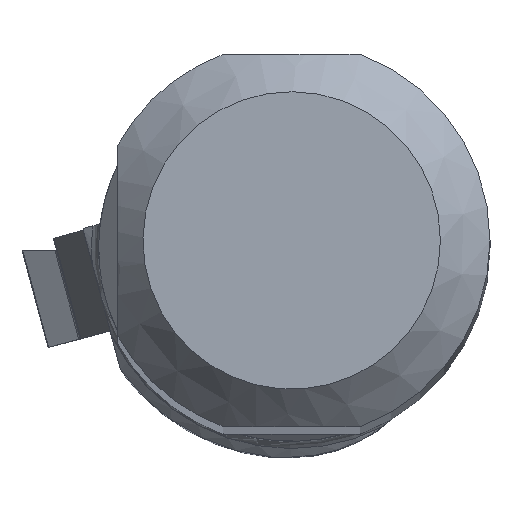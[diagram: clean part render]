
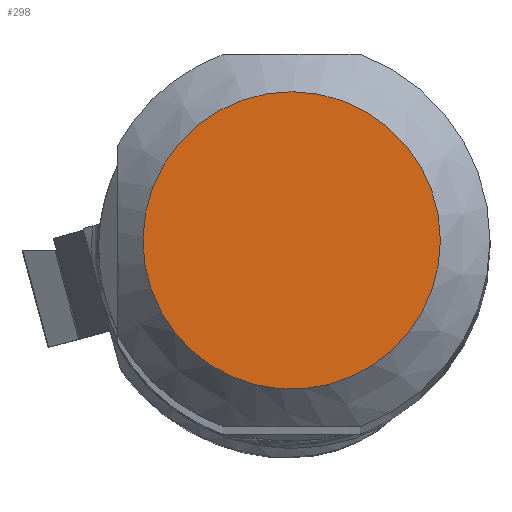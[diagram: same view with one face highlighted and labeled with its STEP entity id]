
A CAD part, top view. The second image highlights one B-rep face of the part: STEP entity #298.
In plain terms, the highlighted planar face has unit normal (0, 0, 1).
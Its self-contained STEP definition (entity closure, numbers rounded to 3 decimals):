
#185=PLANE('',#2003);
#298=ADVANCED_FACE('',(#413),#185,.T.);
#413=FACE_OUTER_BOUND('',#508,.T.);
#508=EDGE_LOOP('',(#937));
#571=CIRCLE('',#2002,5.993);
#937=ORIENTED_EDGE('',*,*,#1463,.T.);
#1235=VERTEX_POINT('',#3246);
#1463=EDGE_CURVE('',#1235,#1235,#571,.T.);
#2002=AXIS2_PLACEMENT_3D('',#3245,#2439,#2440);
#2003=AXIS2_PLACEMENT_3D('',#3247,#2441,#2442);
#2439=DIRECTION('',(0.,0.,1.));
#2440=DIRECTION('',(1.,0.,0.));
#2441=DIRECTION('',(0.,0.,1.));
#2442=DIRECTION('',(1.,0.,0.));
#3245=CARTESIAN_POINT('',(0.,0.,0.));
#3246=CARTESIAN_POINT('',(5.993,0.,0.));
#3247=CARTESIAN_POINT('',(0.,0.,
0.));
